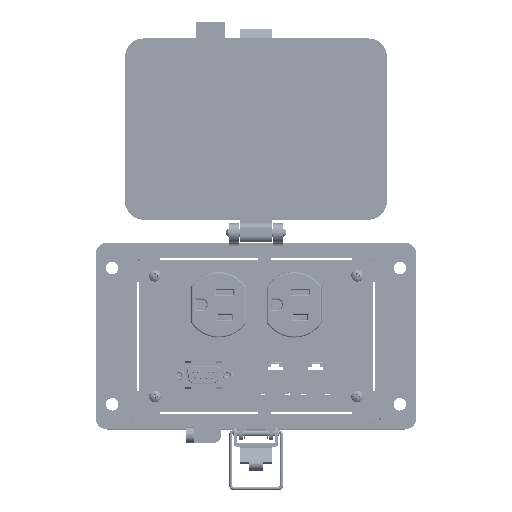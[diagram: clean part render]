
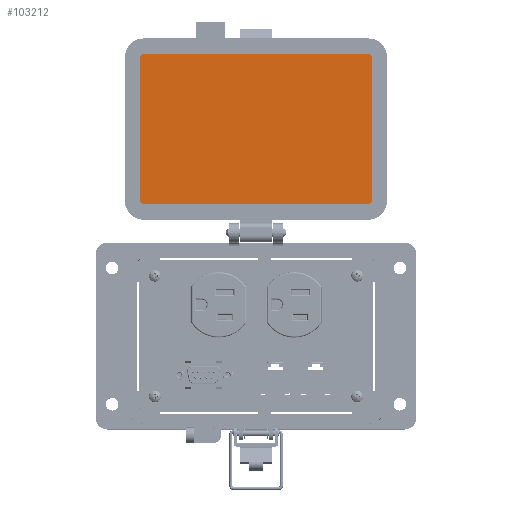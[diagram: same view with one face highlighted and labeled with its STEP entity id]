
A CAD part, top view. The second image highlights one B-rep face of the part: STEP entity #103212.
In plain terms, the highlighted planar face has unit normal (0, 0, 1).
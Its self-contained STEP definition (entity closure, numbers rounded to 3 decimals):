
#3643 = CARTESIAN_POINT ( 'NONE',  ( 57.717, 145.119, 8.694 ) ) ;
#4581 = DIRECTION ( 'NONE',  ( 0., 0., -1. ) ) ;
#4888 = CIRCLE ( 'NONE', #41947, 1.785 ) ;
#5389 = VECTOR ( 'NONE', #104630, 1000. ) ;
#6197 = EDGE_CURVE ( 'NONE', #79512, #86730, #62273, .T. ) ;
#6500 = VERTEX_POINT ( 'NONE', #7430 ) ;
#7430 = CARTESIAN_POINT ( 'NONE',  ( 59.502, 69.55, 8.694 ) ) ;
#10848 = VECTOR ( 'NONE', #93825, 1000. ) ;
#11423 = LINE ( 'NONE', #60102, #10848 ) ;
#11804 = AXIS2_PLACEMENT_3D ( 'NONE', #72676, #91966, #73220 ) ;
#11853 = CARTESIAN_POINT ( 'NONE',  ( -59.505, 69.55, 8.694 ) ) ;
#17742 = DIRECTION ( 'NONE',  ( 0., -1., 0. ) ) ;
#18434 = EDGE_CURVE ( 'NONE', #104608, #79512, #63048, .T. ) ;
#19663 = AXIS2_PLACEMENT_3D ( 'NONE', #102913, #60869, #17742 ) ;
#20245 = DIRECTION ( 'NONE',  ( 1., 0., 0. ) ) ;
#21001 = DIRECTION ( 'NONE',  ( 0., 0., -1. ) ) ;
#22170 = ORIENTED_EDGE ( 'NONE', *, *, #45901, .F. ) ;
#25606 = EDGE_CURVE ( 'NONE', #27698, #104608, #37145, .T. ) ;
#27698 = VERTEX_POINT ( 'NONE', #29419 ) ;
#28408 = CIRCLE ( 'NONE', #33675, 1.785 ) ;
#29419 = CARTESIAN_POINT ( 'NONE',  ( 57.717, 67.765, 8.694 ) ) ;
#29497 = DIRECTION ( 'NONE',  ( 0., -1., 0. ) ) ;
#29849 = ORIENTED_EDGE ( 'NONE', *, *, #102387, .F. ) ;
#33675 = AXIS2_PLACEMENT_3D ( 'NONE', #62662, #4581, #29497 ) ;
#33757 = AXIS2_PLACEMENT_3D ( 'NONE', #64796, #90209, #79756 ) ;
#35387 = VECTOR ( 'NONE', #20245, 1000. ) ;
#37145 = LINE ( 'NONE', #62599, #5389 ) ;
#37654 = ORIENTED_EDGE ( 'NONE', *, *, #25606, .F. ) ;
#38263 = FACE_OUTER_BOUND ( 'NONE', #69139, .T. ) ;
#40940 = ORIENTED_EDGE ( 'NONE', *, *, #84627, .F. ) ;
#41947 = AXIS2_PLACEMENT_3D ( 'NONE', #63052, #21001, #54733 ) ;
#44429 = EDGE_CURVE ( 'NONE', #86730, #83447, #4888, .T. ) ;
#45582 = ORIENTED_EDGE ( 'NONE', *, *, #85759, .F. ) ;
#45901 = EDGE_CURVE ( 'NONE', #64140, #91893, #77908, .T. ) ;
#54528 = LINE ( 'NONE', #89330, #35387 ) ;
#54733 = DIRECTION ( 'NONE',  ( 0., -1., 0. ) ) ;
#58218 = VECTOR ( 'NONE', #100599, 1000. ) ;
#58407 = CARTESIAN_POINT ( 'NONE',  ( 59.502, 143.334, 8.694 ) ) ;
#60102 = CARTESIAN_POINT ( 'NONE',  ( 59.502, 69.55, 8.694 ) ) ;
#60869 = DIRECTION ( 'NONE',  ( 0., 0., -1. ) ) ;
#62273 = LINE ( 'NONE', #84002, #58218 ) ;
#62599 = CARTESIAN_POINT ( 'NONE',  ( -57.72, 67.765, 8.694 ) ) ;
#62662 = CARTESIAN_POINT ( 'NONE',  ( 57.717, 69.55, 8.694 ) ) ;
#63048 = CIRCLE ( 'NONE', #11804, 1.785 ) ;
#63052 = CARTESIAN_POINT ( 'NONE',  ( -57.72, 143.334, 8.694 ) ) ;
#64140 = VERTEX_POINT ( 'NONE', #3643 ) ;
#64796 = CARTESIAN_POINT ( 'NONE',  ( -30.745, 145.119, 8.694 ) ) ;
#67291 = CARTESIAN_POINT ( 'NONE',  ( -59.505, 143.334, 8.694 ) ) ;
#69139 = EDGE_LOOP ( 'NONE', ( #86646, #70619, #69746, #37654, #29849, #45582, #22170, #40940 ) ) ;
#69746 = ORIENTED_EDGE ( 'NONE', *, *, #18434, .F. ) ;
#70619 = ORIENTED_EDGE ( 'NONE', *, *, #6197, .F. ) ;
#72676 = CARTESIAN_POINT ( 'NONE',  ( -57.72, 69.55, 8.694 ) ) ;
#73220 = DIRECTION ( 'NONE',  ( 0., -1., 0. ) ) ;
#77908 = CIRCLE ( 'NONE', #19663, 1.785 ) ;
#77944 = CARTESIAN_POINT ( 'NONE',  ( -57.72, 145.119, 8.694 ) ) ;
#79094 = CARTESIAN_POINT ( 'NONE',  ( -57.72, 67.765, 8.694 ) ) ;
#79512 = VERTEX_POINT ( 'NONE', #11853 ) ;
#79756 = DIRECTION ( 'NONE',  ( 0., -1., 0. ) ) ;
#81387 = PLANE ( 'NONE',  #33757 ) ;
#83447 = VERTEX_POINT ( 'NONE', #77944 ) ;
#84002 = CARTESIAN_POINT ( 'NONE',  ( -59.505, 143.334, 8.694 ) ) ;
#84627 = EDGE_CURVE ( 'NONE', #83447, #64140, #54528, .T. ) ;
#85759 = EDGE_CURVE ( 'NONE', #91893, #6500, #11423, .T. ) ;
#86646 = ORIENTED_EDGE ( 'NONE', *, *, #44429, .F. ) ;
#86730 = VERTEX_POINT ( 'NONE', #67291 ) ;
#89330 = CARTESIAN_POINT ( 'NONE',  ( 57.717, 145.119, 8.694 ) ) ;
#90209 = DIRECTION ( 'NONE',  ( 0., 0., 1. ) ) ;
#91893 = VERTEX_POINT ( 'NONE', #58407 ) ;
#91966 = DIRECTION ( 'NONE',  ( 0., 0., -1. ) ) ;
#93825 = DIRECTION ( 'NONE',  ( 0., -1., 0. ) ) ;
#100599 = DIRECTION ( 'NONE',  ( 0., 1., 0. ) ) ;
#102387 = EDGE_CURVE ( 'NONE', #6500, #27698, #28408, .T. ) ;
#102913 = CARTESIAN_POINT ( 'NONE',  ( 57.717, 143.334, 8.694 ) ) ;
#103212 = ADVANCED_FACE ( 'NONE', ( #38263 ), #81387, .T. ) ;
#104608 = VERTEX_POINT ( 'NONE', #79094 ) ;
#104630 = DIRECTION ( 'NONE',  ( -1., 0., 0. ) ) ;
